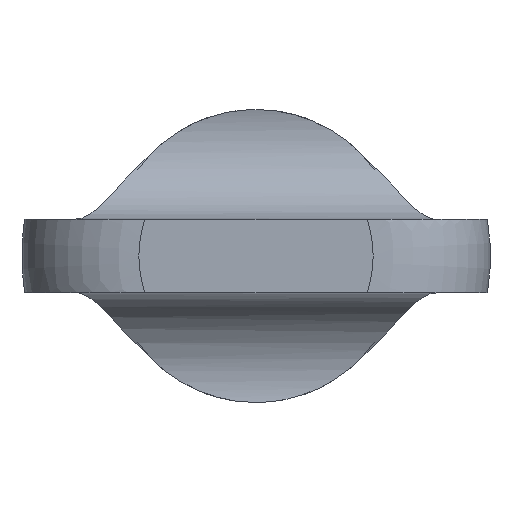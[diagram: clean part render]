
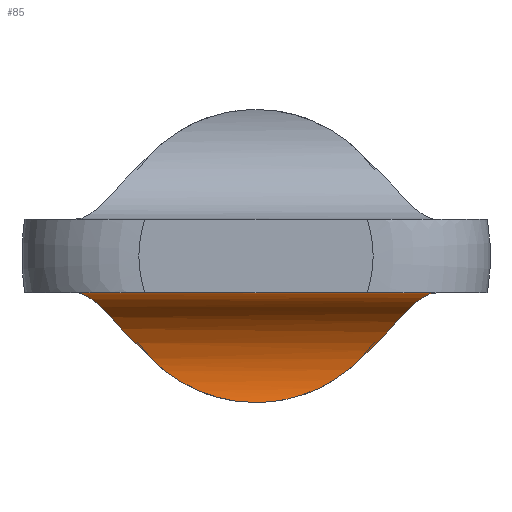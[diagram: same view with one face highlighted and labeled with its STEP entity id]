
A CAD part, left-side view. The second image highlights one B-rep face of the part: STEP entity #85.
In plain terms, the highlighted cylindrical face has radius 3 mm (diameter 6 mm), a partial arc.
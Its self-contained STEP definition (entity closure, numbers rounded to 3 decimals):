
#73 = ORIENTED_EDGE ( 'NONE', *, *, #182, .F. ) ;
#78 = EDGE_LOOP ( 'NONE', ( #83, #82, #79, #81, #73 ) ) ;
#79 = ORIENTED_EDGE ( 'NONE', *, *, #80, .T. ) ;
#80 = EDGE_CURVE ( 'NONE', #168, #285, #468, .T. ) ;
#81 = ORIENTED_EDGE ( 'NONE', *, *, #284, .F. ) ;
#82 = ORIENTED_EDGE ( 'NONE', *, *, #259, .F. ) ;
#83 = ORIENTED_EDGE ( 'NONE', *, *, #158, .F. ) ;
#85 = ADVANCED_FACE ( 'NONE', ( #464 ), #462, .F. ) ;
#87 = VERTEX_POINT ( 'NONE', #463 ) ;
#108 = VERTEX_POINT ( 'NONE', #363 ) ;
#158 = EDGE_CURVE ( 'NONE', #232, #87, #620, .T. ) ;
#168 = VERTEX_POINT ( 'NONE', #682 ) ;
#182 = EDGE_CURVE ( 'NONE', #87, #108, #556, .T. ) ;
#232 = VERTEX_POINT ( 'NONE', #787 ) ;
#259 = EDGE_CURVE ( 'NONE', #168, #232, #731, .T. ) ;
#284 = EDGE_CURVE ( 'NONE', #108, #285, #911, .T. ) ;
#285 = VERTEX_POINT ( 'NONE', #910 ) ;
#363 = CARTESIAN_POINT ( 'NONE',  ( -2.5, 3.571, -3.5 ) ) ;
#399 = DIRECTION ( 'NONE',  ( 0., 0., 1. ) ) ;
#400 = DIRECTION ( 'NONE',  ( 0., 1., 0. ) ) ;
#460 = CARTESIAN_POINT ( 'NONE',  ( -5.405, -8., -4.25 ) ) ;
#461 = AXIS2_PLACEMENT_3D ( 'NONE', #460, #400, #399 ) ;
#462 = CYLINDRICAL_SURFACE ( 'NONE', #461, 3. ) ;
#463 = CARTESIAN_POINT ( 'NONE',  ( -2.5, 0., -5. ) ) ;
#464 = FACE_OUTER_BOUND ( 'NONE', #78, .T. ) ;
#465 = DIRECTION ( 'NONE',  ( 0., 1., 0. ) ) ;
#466 = VECTOR ( 'NONE', #465, 1000. ) ;
#467 = CARTESIAN_POINT ( 'NONE',  ( -5.405, -8., -1.25 ) ) ;
#468 = LINE ( 'NONE', #467, #466 ) ;
#543 = CARTESIAN_POINT ( 'NONE',  ( -2.5, 3.571, -3.5 ) ) ;
#544 = CARTESIAN_POINT ( 'NONE',  ( -2.439, 3.34, -3.736 ) ) ;
#545 = CARTESIAN_POINT ( 'NONE',  ( -2.414, 3.083, -3.95 ) ) ;
#546 = CARTESIAN_POINT ( 'NONE',  ( -2.4, 2.536, -4.322 ) ) ;
#547 = CARTESIAN_POINT ( 'NONE',  ( -2.411, 2.241, -4.482 ) ) ;
#548 = CARTESIAN_POINT ( 'NONE',  ( -2.442, 1.629, -4.739 ) ) ;
#549 = CARTESIAN_POINT ( 'NONE',  ( -2.462, 1.314, -4.836 ) ) ;
#550 = CARTESIAN_POINT ( 'NONE',  ( -2.491, 0.665, -4.967 ) ) ;
#551 = CARTESIAN_POINT ( 'NONE',  ( -2.5, 0.33, -5. ) ) ;
#552 = CARTESIAN_POINT ( 'NONE',  ( -2.5, 0., -5. ) ) ;
#556 = B_SPLINE_CURVE_WITH_KNOTS ( 'NONE', 3,
 ( #552, #551, #550, #549, #548, #547, #546, #545, #544, #543 ),
 .UNSPECIFIED., .F., .F.,
 ( 4, 2, 2, 2, 4 ),
 ( 0.004, 0.005, 0.006, 0.007, 0.008 ),
 .UNSPECIFIED. ) ;
#575 = CARTESIAN_POINT ( 'NONE',  ( -2.5, 0., -5. ) ) ;
#576 = CARTESIAN_POINT ( 'NONE',  ( -2.5, -0.33, -5. ) ) ;
#577 = CARTESIAN_POINT ( 'NONE',  ( -2.491, -0.659, -4.968 ) ) ;
#578 = CARTESIAN_POINT ( 'NONE',  ( -2.462, -1.314, -4.836 ) ) ;
#579 = CARTESIAN_POINT ( 'NONE',  ( -2.442, -1.632, -4.738 ) ) ;
#580 = CARTESIAN_POINT ( 'NONE',  ( -2.411, -2.244, -4.481 ) ) ;
#581 = CARTESIAN_POINT ( 'NONE',  ( -2.4, -2.54, -4.319 ) ) ;
#582 = CARTESIAN_POINT ( 'NONE',  ( -2.414, -3.086, -3.948 ) ) ;
#620 = B_SPLINE_CURVE_WITH_KNOTS ( 'NONE', 3,
 ( #624, #623, #582, #581, #580, #579, #578, #577, #576, #575 ),
 .UNSPECIFIED., .F., .F.,
 ( 4, 2, 2, 2, 4 ),
 ( 0., 0.001, 0.002, 0.003, 0.004 ),
 .UNSPECIFIED. ) ;
#623 = CARTESIAN_POINT ( 'NONE',  ( -2.439, -3.339, -3.736 ) ) ;
#624 = CARTESIAN_POINT ( 'NONE',  ( -2.5, -3.571, -3.5 ) ) ;
#682 = CARTESIAN_POINT ( 'NONE',  ( -5.405, -6.188, -1.25 ) ) ;
#714 = CARTESIAN_POINT ( 'NONE',  ( -2.5, -3.571, -3.5 ) ) ;
#715 = CARTESIAN_POINT ( 'NONE',  ( -2.534, -3.719, -3.37 ) ) ;
#716 = CARTESIAN_POINT ( 'NONE',  ( -2.577, -3.861, -3.237 ) ) ;
#717 = CARTESIAN_POINT ( 'NONE',  ( -2.689, -4.133, -2.968 ) ) ;
#718 = CARTESIAN_POINT ( 'NONE',  ( -2.757, -4.265, -2.832 ) ) ;
#719 = CARTESIAN_POINT ( 'NONE',  ( -2.917, -4.513, -2.566 ) ) ;
#720 = CARTESIAN_POINT ( 'NONE',  ( -3.01, -4.631, -2.436 ) ) ;
#721 = CARTESIAN_POINT ( 'NONE',  ( -3.22, -4.858, -2.188 ) ) ;
#722 = CARTESIAN_POINT ( 'NONE',  ( -3.338, -4.967, -2.069 ) ) ;
#723 = CARTESIAN_POINT ( 'NONE',  ( -3.727, -5.282, -1.74 ) ) ;
#724 = CARTESIAN_POINT ( 'NONE',  ( -4.027, -5.474, -1.562 ) ) ;
#725 = CARTESIAN_POINT ( 'NONE',  ( -4.691, -5.846, -1.315 ) ) ;
#726 = CARTESIAN_POINT ( 'NONE',  ( -5.04, -6.02, -1.25 ) ) ;
#727 = CARTESIAN_POINT ( 'NONE',  ( -5.405, -6.188, -1.25 ) ) ;
#731 = B_SPLINE_CURVE_WITH_KNOTS ( 'NONE', 3,
 ( #727, #726, #725, #724, #723, #722, #721, #720, #719, #718, #717, #716, #715, #714 ),
 .UNSPECIFIED., .F., .F.,
 ( 4, 2, 2, 2, 2, 2, 4 ),
 ( 0., 0.001, 0.002, 0.003, 0.004, 0.004, 0.005 ),
 .UNSPECIFIED. ) ;
#787 = CARTESIAN_POINT ( 'NONE',  ( -2.5, -3.571, -3.5 ) ) ;
#891 = CARTESIAN_POINT ( 'NONE',  ( -5.405, 6.188, -1.25 ) ) ;
#892 = CARTESIAN_POINT ( 'NONE',  ( -5.222, 6.104, -1.25 ) ) ;
#893 = CARTESIAN_POINT ( 'NONE',  ( -5.04, 6.016, -1.267 ) ) ;
#894 = CARTESIAN_POINT ( 'NONE',  ( -4.689, 5.84, -1.331 ) ) ;
#895 = CARTESIAN_POINT ( 'NONE',  ( -4.519, 5.75, -1.378 ) ) ;
#896 = CARTESIAN_POINT ( 'NONE',  ( -4.19, 5.566, -1.501 ) ) ;
#897 = CARTESIAN_POINT ( 'NONE',  ( -4.032, 5.471, -1.577 ) ) ;
#898 = CARTESIAN_POINT ( 'NONE',  ( -3.731, 5.273, -1.754 ) ) ;
#899 = CARTESIAN_POINT ( 'NONE',  ( -3.592, 5.173, -1.854 ) ) ;
#900 = CARTESIAN_POINT ( 'NONE',  ( -3.336, 4.965, -2.071 ) ) ;
#901 = CARTESIAN_POINT ( 'NONE',  ( -3.219, 4.857, -2.189 ) ) ;
#902 = CARTESIAN_POINT ( 'NONE',  ( -3.008, 4.63, -2.438 ) ) ;
#903 = CARTESIAN_POINT ( 'NONE',  ( -2.914, 4.509, -2.57 ) ) ;
#904 = CARTESIAN_POINT ( 'NONE',  ( -2.675, 4.136, -2.969 ) ) ;
#905 = CARTESIAN_POINT ( 'NONE',  ( -2.567, 3.868, -3.24 ) ) ;
#906 = CARTESIAN_POINT ( 'NONE',  ( -2.5, 3.571, -3.5 ) ) ;
#910 = CARTESIAN_POINT ( 'NONE',  ( -5.405, 6.188, -1.25 ) ) ;
#911 = B_SPLINE_CURVE_WITH_KNOTS ( 'NONE', 3,
 ( #906, #905, #904, #903, #902, #901, #900, #899, #898, #897, #896, #895, #894, #893, #892, #891 ),
 .UNSPECIFIED., .F., .F.,
 ( 4, 2, 2, 2, 2, 2, 2, 4 ),
 ( 0., 0.001, 0.002, 0.002, 0.003, 0.004, 0.004, 0.005 ),
 .UNSPECIFIED. ) ;
